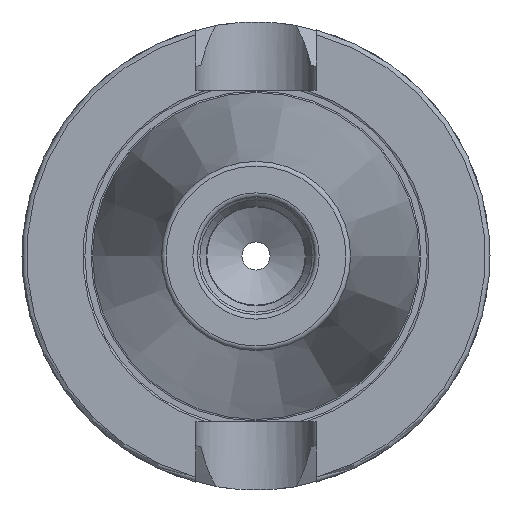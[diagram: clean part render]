
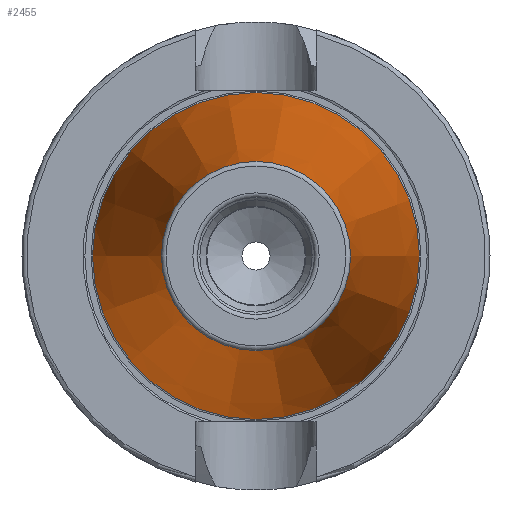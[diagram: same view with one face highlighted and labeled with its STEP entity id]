
A CAD part, left-side view. The second image highlights one B-rep face of the part: STEP entity #2455.
In plain terms, the highlighted conical face has half-angle 8.297 degrees and reference radius 27.564 mm.
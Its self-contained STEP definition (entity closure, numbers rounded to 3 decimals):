
#2413=CARTESIAN_POINT('',(-100.944,20.204,0.0));
#2414=VERTEX_POINT('',#2413);
#2415=CARTESIAN_POINT('',(-100.944,0.0,0.0));
#2416=DIRECTION('',(1.0,0.0,0.0));
#2417=DIRECTION('',(0.0,1.0,0.0));
#2418=AXIS2_PLACEMENT_3D('',#2415,#2416,#2417);
#2419=CIRCLE('',#2418,20.204);
#2420=EDGE_CURVE('',#2414,#2414,#2419,.T.);
#2436=CARTESIAN_POINT('',(-50.472,0.0,0.0));
#2437=DIRECTION('',(1.0,0.0,0.0));
#2438=DIRECTION('',(0.0,1.0,0.0));
#2439=AXIS2_PLACEMENT_3D('',#2436,#2437,#2438);
#2440=CONICAL_SURFACE('',#2439,27.564,8.297);
#2441=CARTESIAN_POINT('',(0.0,34.925,0.0));
#2442=VERTEX_POINT('',#2441);
#2443=CARTESIAN_POINT('',(0.0,0.0,0.0));
#2444=DIRECTION('',(1.0,0.0,0.0));
#2445=DIRECTION('',(0.0,1.0,0.0));
#2446=AXIS2_PLACEMENT_3D('',#2443,#2444,#2445);
#2447=CIRCLE('',#2446,34.925);
#2448=EDGE_CURVE('',#2442,#2442,#2447,.T.);
#2449=ORIENTED_EDGE('',*,*,#2448,.F.);
#2450=EDGE_LOOP('',(#2449));
#2451=FACE_OUTER_BOUND('',#2450,.T.);
#2452=ORIENTED_EDGE('',*,*,#2420,.T.);
#2453=EDGE_LOOP('',(#2452));
#2454=FACE_BOUND('',#2453,.T.);
#2455=ADVANCED_FACE('',(#2451,#2454),#2440,.T.);
